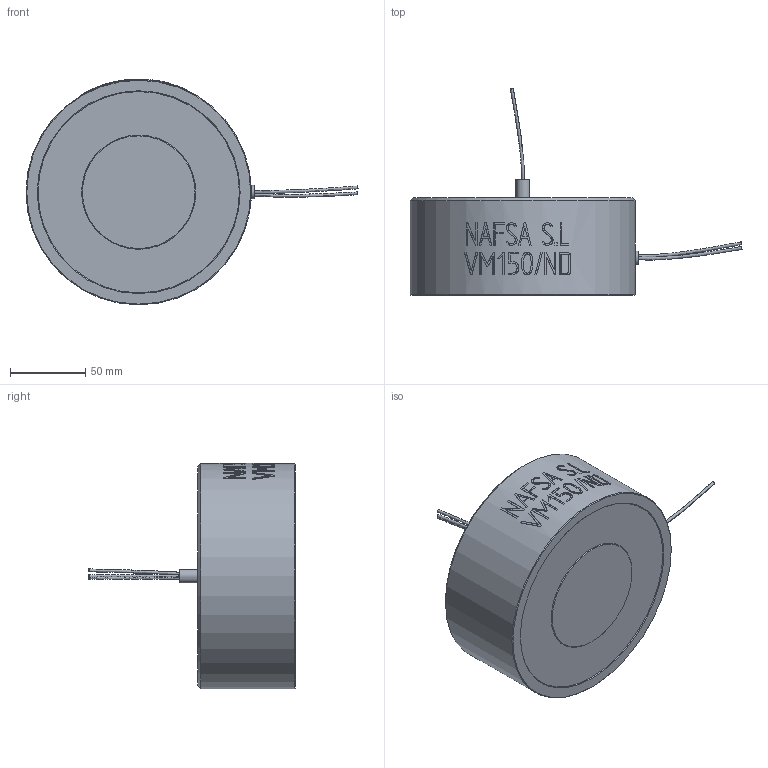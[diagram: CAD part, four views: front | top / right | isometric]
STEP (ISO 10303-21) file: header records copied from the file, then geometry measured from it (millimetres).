
FILE_DESCRIPTION( ( 'Unknown' ), '1' );
FILE_NAME( 'VM_ND_150_S.stp', 'Unknown', ( 'Unknown' ), ( 'Unknown' ), 'PSStep 11.0', 'Unknown', ' ' );
FILE_SCHEMA( ( 'AUTOMOTIVE_DESIGN { 1 0 10303 214 1 1 1 1 }' ) );
Length unit declared in the file: millimetre
Products named in the file (7): Cto cables_VM100; Assem1; manguera; Cable rojo_VM100; Cable negro_VM100; Carcasa VM_ND_150_S; Casquillo plástico ø6_ø9_12
Bounding box: 220.93 x 137.72 x 150.25 mm (x, y, z)
Volume: 2283066.9 mm3; surface area: 136803.4 mm2
Topology: 13 solids, 13 shells, 363 faces, 863 edges, 576 vertices
Faces by surface type: plane 184, bspline 112, cylinder 59, cone 8
Full cylindrical faces by diameter (mm): 0.854 x6, 1.5 x3, 6 x2, 9 x4, 13.835 x2, 150 x2
Entity records: 11707 total; most frequent: CARTESIAN_POINT 7075, ORIENTED_EDGE 798, EDGE_CURVE 399, B_SPLINE_CURVE_WITH_KNOTS 374, DIRECTION 304, VERTEX_POINT 276, EDGE_LOOP 219, FACE_OUTER_BOUND 187
